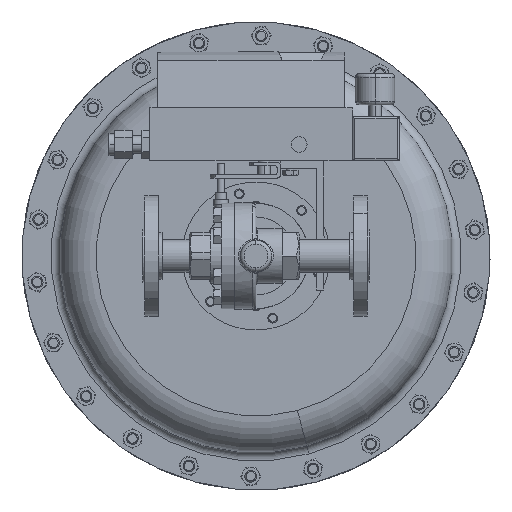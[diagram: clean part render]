
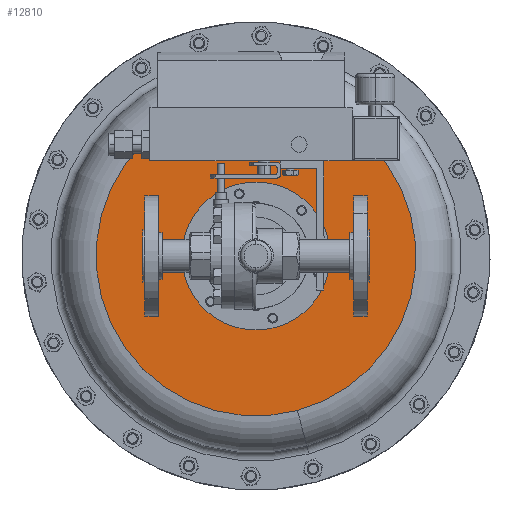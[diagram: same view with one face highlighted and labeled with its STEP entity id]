
A CAD part, front view. The second image highlights one B-rep face of the part: STEP entity #12810.
In plain terms, the highlighted planar face has unit normal (0, -1, 0).
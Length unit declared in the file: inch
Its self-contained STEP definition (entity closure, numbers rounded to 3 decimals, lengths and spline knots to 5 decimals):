
#1172 = DIRECTION ( 'NONE',  ( 0., 1., 0. ) ) ;
#1838 = CARTESIAN_POINT ( 'NONE',  ( 3.2288, 9.31137, 1.60074 ) ) ;
#3042 = CARTESIAN_POINT ( 'NONE',  ( 2.87587, 9.31137, -1.67025 ) ) ;
#3108 = CARTESIAN_POINT ( 'NONE',  ( 6.49979, 9.31137, 4.60657 ) ) ;
#5370 = EDGE_CURVE ( 'NONE', #20518, #23663, #34640, .T. ) ;
#6338 = EDGE_LOOP ( 'NONE', ( #22218, #23561 ) ) ;
#6379 = CARTESIAN_POINT ( 'NONE',  ( 1.54942, 9.31137, 3.28012 ) ) ;
#8818 = EDGE_CURVE ( 'NONE', #23663, #20518, #41510, .T. ) ;
#9462 = CARTESIAN_POINT ( 'NONE',  ( 1.54942, 9.31137, 3.28012 ) ) ;
#9614 = DIRECTION ( 'NONE',  ( 0.707, 0., -0.707 ) ) ;
#11012 = EDGE_LOOP ( 'NONE', ( #13507, #27015 ) ) ;
#12711 = DIRECTION ( 'NONE',  ( 0.707, 0., -0.707 ) ) ;
#12810 = ADVANCED_FACE ( 'NONE', ( #37777, #30178 ), #35514, .T. ) ;
#13447 = CIRCLE ( 'NONE', #26329, 5.125 ) ;
#13507 = ORIENTED_EDGE ( 'NONE', *, *, #8818, .T. ) ;
#14981 = EDGE_CURVE ( 'NONE', #25133, #40050, #38568, .T. ) ;
#17525 = AXIS2_PLACEMENT_3D ( 'NONE', #3108, #38748, #19381 ) ;
#18657 = DIRECTION ( 'NONE',  ( 0., 1., 0. ) ) ;
#19381 = DIRECTION ( 'NONE',  ( 0.259, 0., -0.966 ) ) ;
#19947 = EDGE_CURVE ( 'NONE', #40050, #25133, #13447, .T. ) ;
#20518 = VERTEX_POINT ( 'NONE', #1838 ) ;
#20540 = CARTESIAN_POINT ( 'NONE',  ( 1.54942, 9.31137, 3.28012 ) ) ;
#22218 = ORIENTED_EDGE ( 'NONE', *, *, #19947, .F. ) ;
#23561 = ORIENTED_EDGE ( 'NONE', *, *, #14981, .F. ) ;
#23663 = VERTEX_POINT ( 'NONE', #38124 ) ;
#23796 = DIRECTION ( 'NONE',  ( -0.259, 0., 0.966 ) ) ;
#25133 = VERTEX_POINT ( 'NONE', #3042 ) ;
#26329 = AXIS2_PLACEMENT_3D ( 'NONE', #20540, #1172, #23796 ) ;
#27015 = ORIENTED_EDGE ( 'NONE', *, *, #5370, .T. ) ;
#29033 = DIRECTION ( 'NONE',  ( 0., 1., 0. ) ) ;
#30178 = FACE_BOUND ( 'NONE', #11012, .T. ) ;
#31373 = AXIS2_PLACEMENT_3D ( 'NONE', #38038, #18657, #41292 ) ;
#31830 = AXIS2_PLACEMENT_3D ( 'NONE', #6379, #29033, #9614 ) ;
#32105 = DIRECTION ( 'NONE',  ( 0., 1., 0. ) ) ;
#34640 = CIRCLE ( 'NONE', #31830, 2.375 ) ;
#35514 = PLANE ( 'NONE',  #17525 ) ;
#36559 = AXIS2_PLACEMENT_3D ( 'NONE', #9462, #32105, #12711 ) ;
#37777 = FACE_OUTER_BOUND ( 'NONE', #6338, .T. ) ;
#37921 = CARTESIAN_POINT ( 'NONE',  ( 0.22298, 9.31137, 8.23049 ) ) ;
#38038 = CARTESIAN_POINT ( 'NONE',  ( 1.54942, 9.31137, 3.28012 ) ) ;
#38124 = CARTESIAN_POINT ( 'NONE',  ( -0.12996, 9.31137, 4.9595 ) ) ;
#38568 = CIRCLE ( 'NONE', #31373, 5.125 ) ;
#38748 = DIRECTION ( 'NONE',  ( 0., -1., 0. ) ) ;
#40050 = VERTEX_POINT ( 'NONE', #37921 ) ;
#41292 = DIRECTION ( 'NONE',  ( -0.259, 0., 0.966 ) ) ;
#41510 = CIRCLE ( 'NONE', #36559, 2.375 ) ;
